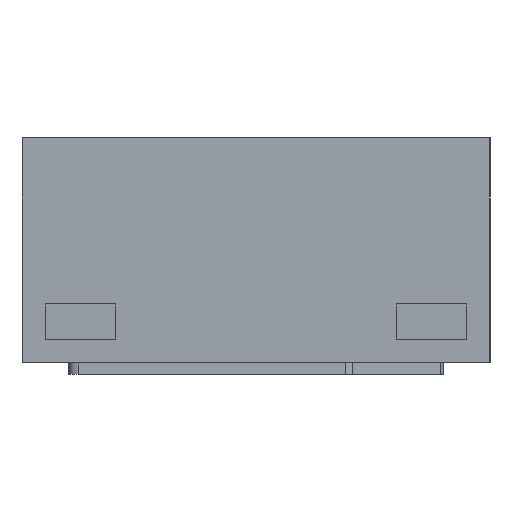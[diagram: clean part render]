
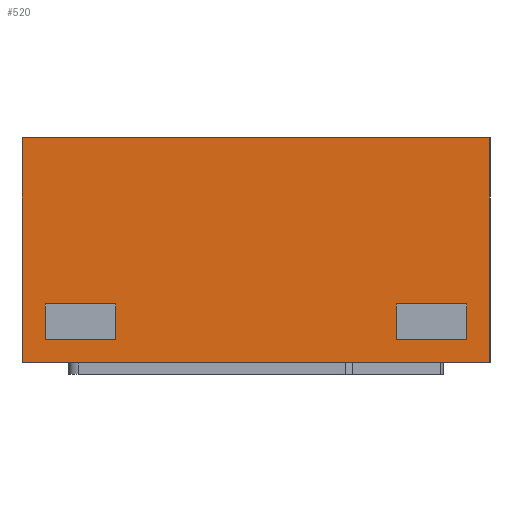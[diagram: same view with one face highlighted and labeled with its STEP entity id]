
A CAD part, left-side view. The second image highlights one B-rep face of the part: STEP entity #520.
In plain terms, the highlighted planar face has unit normal (-1, 0, 0).
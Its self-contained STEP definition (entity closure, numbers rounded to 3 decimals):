
#520 = ADVANCED_FACE( '', ( #1071, #1072, #1073 ), #1074, .F. );
#1071 = FACE_BOUND( '', #1729, .T. );
#1072 = FACE_BOUND( '', #1730, .T. );
#1073 = FACE_OUTER_BOUND( '', #1731, .T. );
#1074 = PLANE( '', #1732 );
#1729 = EDGE_LOOP( '', ( #2916, #2917, #2918, #2919 ) );
#1730 = EDGE_LOOP( '', ( #2920, #2921, #2922, #2923 ) );
#1731 = EDGE_LOOP( '', ( #2924, #2925, #2926, #2927 ) );
#1732 = AXIS2_PLACEMENT_3D( '', #2928, #2929, #2930 );
#2916 = ORIENTED_EDGE( '', *, *, #4587, .T. );
#2917 = ORIENTED_EDGE( '', *, *, #4588, .T. );
#2918 = ORIENTED_EDGE( '', *, *, #4589, .T. );
#2919 = ORIENTED_EDGE( '', *, *, #4590, .T. );
#2920 = ORIENTED_EDGE( '', *, *, #4591, .F. );
#2921 = ORIENTED_EDGE( '', *, *, #4538, .T. );
#2922 = ORIENTED_EDGE( '', *, *, #4592, .F. );
#2923 = ORIENTED_EDGE( '', *, *, #4579, .F. );
#2924 = ORIENTED_EDGE( '', *, *, #4593, .T. );
#2925 = ORIENTED_EDGE( '', *, *, #4594, .F. );
#2926 = ORIENTED_EDGE( '', *, *, #4259, .F. );
#2927 = ORIENTED_EDGE( '', *, *, #4595, .T. );
#2928 = CARTESIAN_POINT( '', ( -0.8, 0.5, 0.505 ) );
#2929 = DIRECTION( '', ( 1., 0., 0. ) );
#2930 = DIRECTION( '', ( 0., 0., -1. ) );
#4259 = EDGE_CURVE( '', #5006, #5007, #5008, .T. );
#4538 = EDGE_CURVE( '', #5479, #5480, #5481, .T. );
#4579 = EDGE_CURVE( '', #5540, #5541, #5542, .T. );
#4587 = EDGE_CURVE( '', #5553, #5554, #5555, .T. );
#4588 = EDGE_CURVE( '', #5554, #5556, #5557, .T. );
#4589 = EDGE_CURVE( '', #5556, #5558, #5559, .T. );
#4590 = EDGE_CURVE( '', #5558, #5553, #5560, .T. );
#4591 = EDGE_CURVE( '', #5479, #5540, #5561, .T. );
#4592 = EDGE_CURVE( '', #5541, #5480, #5562, .T. );
#4593 = EDGE_CURVE( '', #5563, #5564, #5565, .T. );
#4594 = EDGE_CURVE( '', #5007, #5564, #5566, .T. );
#4595 = EDGE_CURVE( '', #5006, #5563, #5567, .T. );
#5006 = VERTEX_POINT( '', #6091 );
#5007 = VERTEX_POINT( '', #6092 );
#5008 = LINE( '', #6093, #6094 );
#5479 = VERTEX_POINT( '', #7155 );
#5480 = VERTEX_POINT( '', #7156 );
#5481 = LINE( '', #7157, #7158 );
#5540 = VERTEX_POINT( '', #7297 );
#5541 = VERTEX_POINT( '', #7298 );
#5542 = LINE( '', #7299, #7300 );
#5553 = VERTEX_POINT( '', #7316 );
#5554 = VERTEX_POINT( '', #7317 );
#5555 = LINE( '', #7318, #7319 );
#5556 = VERTEX_POINT( '', #7320 );
#5557 = LINE( '', #7321, #7322 );
#5558 = VERTEX_POINT( '', #7323 );
#5559 = LINE( '', #7324, #7325 );
#5560 = LINE( '', #7326, #7327 );
#5561 = LINE( '', #7328, #7329 );
#5562 = LINE( '', #7330, #7331 );
#5563 = VERTEX_POINT( '', #7332 );
#5564 = VERTEX_POINT( '', #7333 );
#5565 = LINE( '', #7334, #7335 );
#5566 = LINE( '', #7336, #7337 );
#5567 = LINE( '', #7338, #7339 );
#6091 = CARTESIAN_POINT( '', ( -0.8, 0.5, 0.505 ) );
#6092 = CARTESIAN_POINT( '', ( -0.8, -0.5, 0.505 ) );
#6093 = CARTESIAN_POINT( '', ( -0.8, 0.5, 0.505 ) );
#6094 = VECTOR( '', #8096, 1000. );
#7155 = CARTESIAN_POINT( '', ( -0.8, 0.45, 0.074 ) );
#7156 = CARTESIAN_POINT( '', ( -0.8, 0.45, 0.15 ) );
#7157 = CARTESIAN_POINT( '', ( -0.8, 0.45, 0.074 ) );
#7158 = VECTOR( '', #8282, 1000. );
#7297 = CARTESIAN_POINT( '', ( -0.8, 0.3, 0.074 ) );
#7298 = CARTESIAN_POINT( '', ( -0.8, 0.3, 0.15 ) );
#7299 = CARTESIAN_POINT( '', ( -0.8, 0.3, 0.505 ) );
#7300 = VECTOR( '', #8306, 1000. );
#7316 = CARTESIAN_POINT( '', ( -0.8, -0.45, 0.15 ) );
#7317 = CARTESIAN_POINT( '', ( -0.8, -0.45, 0.074 ) );
#7318 = CARTESIAN_POINT( '', ( -0.8, -0.45, 0.505 ) );
#7319 = VECTOR( '', #8312, 1000. );
#7320 = CARTESIAN_POINT( '', ( -0.8, -0.3, 0.074 ) );
#7321 = CARTESIAN_POINT( '', ( -0.8, 0.5, 0.074 ) );
#7322 = VECTOR( '', #8313, 1000. );
#7323 = CARTESIAN_POINT( '', ( -0.8, -0.3, 0.15 ) );
#7324 = CARTESIAN_POINT( '', ( -0.8, -0.3, 0.505 ) );
#7325 = VECTOR( '', #8314, 1000. );
#7326 = CARTESIAN_POINT( '', ( -0.8, 0.5, 0.15 ) );
#7327 = VECTOR( '', #8315, 1000. );
#7328 = CARTESIAN_POINT( '', ( -0.8, 0.5, 0.074 ) );
#7329 = VECTOR( '', #8316, 1000. );
#7330 = CARTESIAN_POINT( '', ( -0.8, 0.5, 0.15 ) );
#7331 = VECTOR( '', #8317, 1000. );
#7332 = CARTESIAN_POINT( '', ( -0.8, 0.5, 0.025 ) );
#7333 = CARTESIAN_POINT( '', ( -0.8, -0.5, 0.025 ) );
#7334 = CARTESIAN_POINT( '', ( -0.8, 0.5, 0.025 ) );
#7335 = VECTOR( '', #8318, 1000. );
#7336 = CARTESIAN_POINT( '', ( -0.8, -0.5, 0.505 ) );
#7337 = VECTOR( '', #8319, 1000. );
#7338 = CARTESIAN_POINT( '', ( -0.8, 0.5, 0.505 ) );
#7339 = VECTOR( '', #8320, 1000. );
#8096 = DIRECTION( '', ( 0., -1., 0. ) );
#8282 = DIRECTION( '', ( 0., 0., 1. ) );
#8306 = DIRECTION( '', ( 0., 0., 1. ) );
#8312 = DIRECTION( '', ( 0., 0., -1. ) );
#8313 = DIRECTION( '', ( 0., 1., 0. ) );
#8314 = DIRECTION( '', ( 0., 0., 1. ) );
#8315 = DIRECTION( '', ( 0., -1., 0. ) );
#8316 = DIRECTION( '', ( 0., -1., 0. ) );
#8317 = DIRECTION( '', ( 0., 1., 0. ) );
#8318 = DIRECTION( '', ( 0., -1., 0. ) );
#8319 = DIRECTION( '', ( 0., 0., -1. ) );
#8320 = DIRECTION( '', ( 0., 0., -1. ) );
